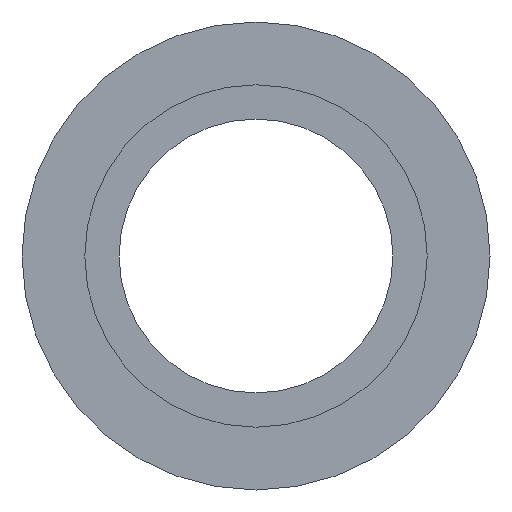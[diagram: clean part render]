
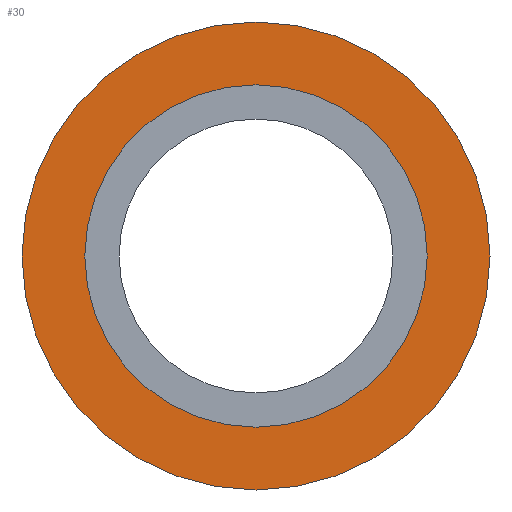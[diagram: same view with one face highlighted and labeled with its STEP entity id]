
A CAD part, front view. The second image highlights one B-rep face of the part: STEP entity #30.
In plain terms, the highlighted planar face has unit normal (0, -1, 0).
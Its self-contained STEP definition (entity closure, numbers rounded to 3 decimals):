
#6 = CARTESIAN_POINT ( 'NONE',  ( 0., 6., 0. ) ) ;
#21 = CARTESIAN_POINT ( 'NONE',  ( 0., 6., 0. ) ) ;
#22 = CARTESIAN_POINT ( 'NONE',  ( 0., 6., -15. ) ) ;
#28 = AXIS2_PLACEMENT_3D ( 'NONE', #42, #83, #289 ) ;
#29 = VERTEX_POINT ( 'NONE', #129 ) ;
#30 = ADVANCED_FACE ( 'NONE', ( #57, #55 ), #246, .F. ) ;
#39 = CARTESIAN_POINT ( 'NONE',  ( 0., 6., 0. ) ) ;
#42 = CARTESIAN_POINT ( 'NONE',  ( 0., 6., 0. ) ) ;
#45 = EDGE_LOOP ( 'NONE', ( #94, #64 ) ) ;
#55 = FACE_OUTER_BOUND ( 'NONE', #45, .T. ) ;
#56 = EDGE_CURVE ( 'NONE', #119, #29, #113, .T. ) ;
#57 = FACE_BOUND ( 'NONE', #115, .T. ) ;
#64 = ORIENTED_EDGE ( 'NONE', *, *, #191, .T. ) ;
#68 = VERTEX_POINT ( 'NONE', #104 ) ;
#69 = DIRECTION ( 'NONE',  ( 0., 0., -1. ) ) ;
#77 = CARTESIAN_POINT ( 'NONE',  ( -20.5, 6., 0. ) ) ;
#78 = AXIS2_PLACEMENT_3D ( 'NONE', #77, #101, #243 ) ;
#83 = DIRECTION ( 'NONE',  ( 0., -1., 0. ) ) ;
#85 = CIRCLE ( 'NONE', #273, 20.5 ) ;
#94 = ORIENTED_EDGE ( 'NONE', *, *, #178, .T. ) ;
#101 = DIRECTION ( 'NONE',  ( 0., 1., 0. ) ) ;
#104 = CARTESIAN_POINT ( 'NONE',  ( 0., 6., 20.5 ) ) ;
#111 = ORIENTED_EDGE ( 'NONE', *, *, #56, .F. ) ;
#113 = CIRCLE ( 'NONE', #200, 15. ) ;
#115 = EDGE_LOOP ( 'NONE', ( #111, #223 ) ) ;
#119 = VERTEX_POINT ( 'NONE', #22 ) ;
#129 = CARTESIAN_POINT ( 'NONE',  ( 0., 6., 15. ) ) ;
#132 = DIRECTION ( 'NONE',  ( 0., 0., -1. ) ) ;
#138 = AXIS2_PLACEMENT_3D ( 'NONE', #6, #184, #69 ) ;
#151 = CIRCLE ( 'NONE', #28, 20.5 ) ;
#153 = DIRECTION ( 'NONE',  ( 0., -1., 0. ) ) ;
#154 = DIRECTION ( 'NONE',  ( 0., -1., 0. ) ) ;
#178 = EDGE_CURVE ( 'NONE', #219, #68, #85, .T. ) ;
#184 = DIRECTION ( 'NONE',  ( 0., -1., 0. ) ) ;
#191 = EDGE_CURVE ( 'NONE', #68, #219, #151, .T. ) ;
#200 = AXIS2_PLACEMENT_3D ( 'NONE', #39, #154, #132 ) ;
#218 = EDGE_CURVE ( 'NONE', #29, #119, #254, .T. ) ;
#219 = VERTEX_POINT ( 'NONE', #227 ) ;
#223 = ORIENTED_EDGE ( 'NONE', *, *, #218, .F. ) ;
#227 = CARTESIAN_POINT ( 'NONE',  ( 0., 6., -20.5 ) ) ;
#243 = DIRECTION ( 'NONE',  ( 0., 0., 1. ) ) ;
#246 = PLANE ( 'NONE',  #78 ) ;
#254 = CIRCLE ( 'NONE', #138, 15. ) ;
#273 = AXIS2_PLACEMENT_3D ( 'NONE', #21, #153, #291 ) ;
#289 = DIRECTION ( 'NONE',  ( 0., 0., -1. ) ) ;
#291 = DIRECTION ( 'NONE',  ( 0., 0., -1. ) ) ;
